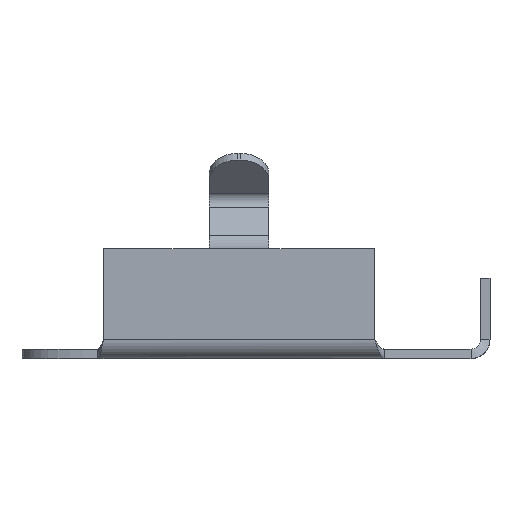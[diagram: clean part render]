
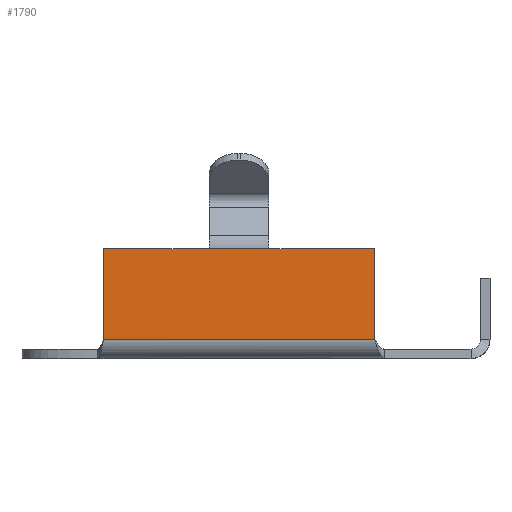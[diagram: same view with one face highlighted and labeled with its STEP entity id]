
A CAD part, left-side view. The second image highlights one B-rep face of the part: STEP entity #1790.
In plain terms, the highlighted planar face has unit normal (-1, 0, 0).
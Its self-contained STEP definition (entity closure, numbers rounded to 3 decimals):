
#70=PLANE('',#1939);
#153=FACE_OUTER_BOUND('',#264,.T.);
#264=EDGE_LOOP('',(#1369,#1370,#1371,#1372,#1373,#1374));
#383=LINE('',#2652,#578);
#388=LINE('',#2663,#583);
#398=LINE('',#2680,#593);
#413=LINE('',#2713,#608);
#414=LINE('',#2715,#609);
#415=LINE('',#2716,#610);
#578=VECTOR('',#2142,10.);
#583=VECTOR('',#2151,10.);
#593=VECTOR('',#2175,10.);
#608=VECTOR('',#2216,10.);
#609=VECTOR('',#2217,10.);
#610=VECTOR('',#2218,10.);
#815=VERTEX_POINT('',#2600);
#829=VERTEX_POINT('',#2634);
#835=VERTEX_POINT('',#2650);
#839=VERTEX_POINT('',#2662);
#844=VERTEX_POINT('',#2712);
#845=VERTEX_POINT('',#2714);
#999=EDGE_CURVE('',#829,#835,#383,.T.);
#1004=EDGE_CURVE('',#839,#815,#388,.T.);
#1014=EDGE_CURVE('',#815,#829,#398,.T.);
#1029=EDGE_CURVE('',#835,#844,#413,.T.);
#1030=EDGE_CURVE('',#844,#845,#414,.T.);
#1031=EDGE_CURVE('',#845,#839,#415,.T.);
#1369=ORIENTED_EDGE('',*,*,#1004,.T.);
#1370=ORIENTED_EDGE('',*,*,#1014,.T.);
#1371=ORIENTED_EDGE('',*,*,#999,.T.);
#1372=ORIENTED_EDGE('',*,*,#1029,.T.);
#1373=ORIENTED_EDGE('',*,*,#1030,.T.);
#1374=ORIENTED_EDGE('',*,*,#1031,.T.);
#1790=ADVANCED_FACE('',(#153),#70,.T.);
#1939=AXIS2_PLACEMENT_3D('',#2711,#2214,#2215);
#2142=DIRECTION('',(0.,1.,0.));
#2151=DIRECTION('',(0.,1.,0.));
#2175=DIRECTION('',(0.,1.,0.));
#2214=DIRECTION('center_axis',(-1.,0.,0.));
#2215=DIRECTION('ref_axis',(0.,0.,
1.));
#2216=DIRECTION('',(0.,0.,-1.));
#2217=DIRECTION('',(0.,-1.,0.));
#2218=DIRECTION('',(0.,0.,1.));
#2600=CARTESIAN_POINT('',(-6.605,-0.785,2.896));
#2634=CARTESIAN_POINT('',(-6.605,0.785,2.896));
#2650=CARTESIAN_POINT('',(-6.605,3.57,2.896));
#2652=CARTESIAN_POINT('',(-6.605,1.772,2.896));
#2662=CARTESIAN_POINT('',(-6.605,-3.57,2.896));
#2663=CARTESIAN_POINT('',(-6.605,1.772,2.896));
#2680=CARTESIAN_POINT('',(-6.605,1.772,2.896));
#2711=CARTESIAN_POINT('Origin',(-6.605,-0.027,1.434));
#2712=CARTESIAN_POINT('',(-6.605,3.57,0.5));
#2713=CARTESIAN_POINT('',(-6.605,3.57,0.5));
#2714=CARTESIAN_POINT('',(-6.605,-3.57,0.5));
#2715=CARTESIAN_POINT('',(-6.605,-0.04,0.5));
#2716=CARTESIAN_POINT('',(-6.605,-3.57,0.5));
